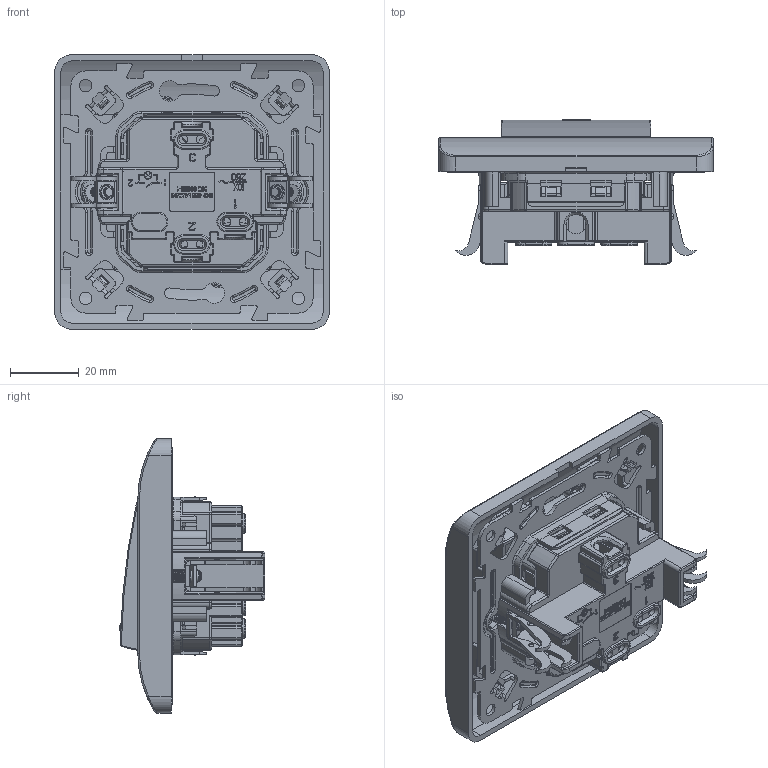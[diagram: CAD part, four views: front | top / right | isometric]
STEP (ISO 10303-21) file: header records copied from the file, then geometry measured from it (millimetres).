
FILE_DESCRIPTION((''),'2;1');
FILE_NAME('ASM0041_ASM_ASM_ASM','2024-01-22T',('wznwsJS'),(''),'PRO/ENGINEER BY PARAMETRIC TECHNOLOGY CORPORATION, 2008380','PRO/ENGINEER BY PARAMETRIC TECHNOLOGY CORPORATION, 2008380','');
FILE_SCHEMA(('CONFIG_CONTROL_DESIGN'));
Length unit declared in the file: millimetre
Products named in the file (31): PRT0142; PRT0143; ASM0045_ASM_ASM_ASM; PRT0144; PRT0145; PRT0146; PRT0147; PRT0148; ASM0046_ASM_ASM_ASM; PRT0149; YXB_7_2; DDLS_M3_1; ASM0047_ASM_ASM_ASM; PRT0150; PRT0151; ASM0048_ASM_ASM_ASM; PRT0152; PRT0153; PRT0154; PRT0155; PRT0156; PRT0157; ASM0044_ASM_ASM_ASM; PRT0158; PRT0160_1; ASM0043_ASM_ASM_ASM; ASM0042_ASM_ASM_ASM; ASM0002_ASM_ASM; ASM0001_ASM; PRT0159; ASM0041_ASM_ASM_ASM
Assembly tree (34 placements, depth 8):
  ASM0041_ASM_ASM_ASM
    ASM0001_ASM
      ASM0002_ASM_ASM
        ASM0042_ASM_ASM_ASM
          ASM0043_ASM_ASM_ASM
            ASM0044_ASM_ASM_ASM
              ASM0045_ASM_ASM_ASM
                PRT0142
                PRT0143
              PRT0144
              ASM0046_ASM_ASM_ASM
                PRT0145
                PRT0146
                PRT0147
                PRT0148
              ASM0047_ASM_ASM_ASM
                PRT0149
                YXB_7_2
                DDLS_M3_1
              ASM0048_ASM_ASM_ASM
                PRT0150
                PRT0151
              PRT0152
              PRT0153
              PRT0154
              PRT0155
              PRT0156  x4
              PRT0157  x2
            PRT0158
            PRT0160_1
    PRT0159
Bounding box: 80 x 42.41 x 80 mm (x, y, z)
Volume: 39693.6 mm3; surface area: 58539.3 mm2
Topology: 23 solids, 25 shells, 4008 faces, 11165 edges, 7274 vertices
Faces by surface type: plane 2339, cylinder 1121, torus 253, bspline 156, cone 65, extrusion 42, sphere 32
Entity records: 134215 total; most frequent: CARTESIAN_POINT 36487, ORIENTED_EDGE 20904, DIRECTION 19870, EDGE_CURVE 10452, VECTOR 6866, LINE 6824, VERTEX_POINT 6814, AXIS2_PLACEMENT_3D 6502
